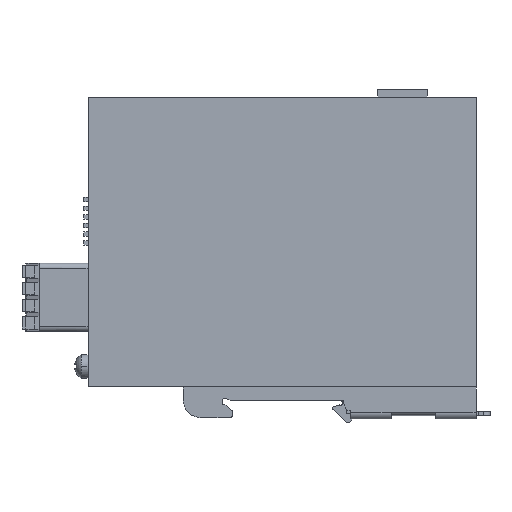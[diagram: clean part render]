
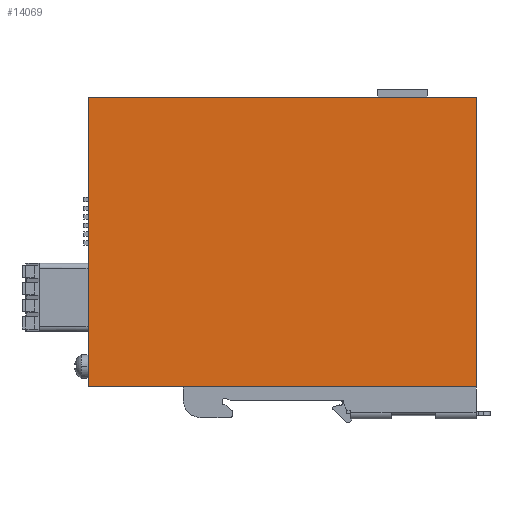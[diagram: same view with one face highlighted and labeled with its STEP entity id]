
A CAD part, left-side view. The second image highlights one B-rep face of the part: STEP entity #14069.
In plain terms, the highlighted planar face has unit normal (-1, 0, 0).
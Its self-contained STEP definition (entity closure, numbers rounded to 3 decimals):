
#14056=AXIS2_PLACEMENT_3D('Plane Axis2P3D',#14053,#14054,#14055) ;
#13487=CARTESIAN_POINT('Vertex',(0.,4.,95.4)) ;
#13501=CARTESIAN_POINT('Vertex',(0.,118.,95.4)) ;
#13504=CARTESIAN_POINT('Line Origine',(0.,61.,95.4)) ;
#13957=CARTESIAN_POINT('Vertex',(0.,4.,10.4)) ;
#13965=CARTESIAN_POINT('Line Origine',(0.,4.,52.9)) ;
#14012=CARTESIAN_POINT('Vertex',(0.,118.,10.4)) ;
#14015=CARTESIAN_POINT('Line Origine',(0.,118.,52.9)) ;
#14053=CARTESIAN_POINT('Axis2P3D Location',(0.,61.,44.95)) ;
#14058=CARTESIAN_POINT('Line Origine',(0.,61.,10.4)) ;
#13505=DIRECTION('Vector Direction',(0.,1.,0.)) ;
#13966=DIRECTION('Vector Direction',(0.,0.,-1.)) ;
#14016=DIRECTION('Vector Direction',(0.,0.,1.)) ;
#14054=DIRECTION('Axis2P3D Direction',(-1.,0.,0.)) ;
#14055=DIRECTION('Axis2P3D XDirection',(0.,-1.,0.)) ;
#14059=DIRECTION('Vector Direction',(0.,-1.,0.)) ;
#13506=VECTOR('Line Direction',#13505,1.) ;
#13967=VECTOR('Line Direction',#13966,1.) ;
#14017=VECTOR('Line Direction',#14016,1.) ;
#14060=VECTOR('Line Direction',#14059,1.) ;
#14064=ORIENTED_EDGE('',*,*,#13969,.F.) ;
#14065=ORIENTED_EDGE('',*,*,#13508,.T.) ;
#14066=ORIENTED_EDGE('',*,*,#14019,.F.) ;
#14067=ORIENTED_EDGE('',*,*,#14062,.T.) ;
#14069=ADVANCED_FACE('SWITCH',(#14068),#14057,.T.) ;
#13508=EDGE_CURVE('',#13488,#13502,#13507,.T.) ;
#13969=EDGE_CURVE('',#13488,#13958,#13968,.T.) ;
#14019=EDGE_CURVE('',#14013,#13502,#14018,.T.) ;
#14062=EDGE_CURVE('',#14013,#13958,#14061,.T.) ;
#14063=EDGE_LOOP('',(#14064,#14065,#14066,#14067)) ;
#14068=FACE_OUTER_BOUND('',#14063,.T.) ;
#13507=LINE('Line',#13504,#13506) ;
#13968=LINE('Line',#13965,#13967) ;
#14018=LINE('Line',#14015,#14017) ;
#14061=LINE('Line',#14058,#14060) ;
#14057=PLANE('',#14056) ;
#13488=VERTEX_POINT('',#13487) ;
#13502=VERTEX_POINT('',#13501) ;
#13958=VERTEX_POINT('',#13957) ;
#14013=VERTEX_POINT('',#14012) ;
